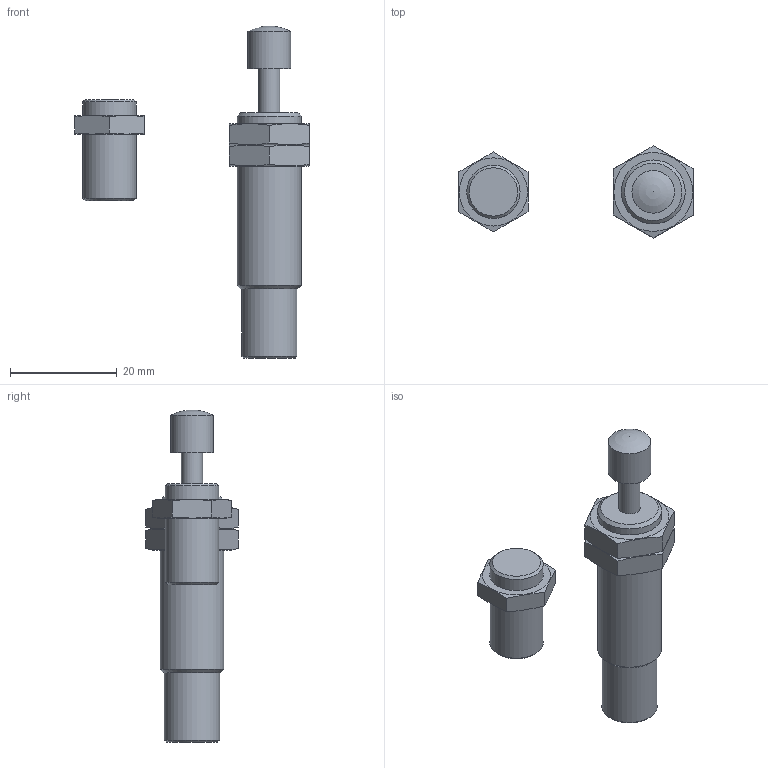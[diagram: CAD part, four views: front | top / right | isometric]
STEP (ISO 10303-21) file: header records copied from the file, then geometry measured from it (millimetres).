
FILE_DESCRIPTION(/* description */ ('STEP AP214'),/* implementation_level */ '2;1');
FILE_NAME(/* name */ '116247_SLE-16-YSR-C',/* time_stamp */ '2024-09-13T12:03:04+02:00',/* author */ ('License CC BY-ND 4.0'),/* organization */ ('CADENAS'),/* preprocessor_version */ 'ST-DEVELOPER v19.3',/* originating_system */ 'PARTsolutions',/* authorisation */ ' ');
FILE_SCHEMA (('AUTOMOTIVE_DESIGN {1 0 10303 214 3 1 1}'));
Length unit declared in the file: millimetre
Products named in the file (5): 116247 SLE-16-YSR-C---(1); 330660 M10x0,75; 237254 YSR-8 M10x0.75-3.5-13; 34571 YSR-8-8-C---(2_OUT)-P; 348987 SPZ-20 M12X1-4-15
Assembly tree (5 placements, depth 2):
  116247 SLE-16-YSR-C---(1)
    330660 M10x0,75
    237254 YSR-8 M10x0.75-3.5-13
    34571 YSR-8-8-C---(2_OUT)-P
    348987 SPZ-20 M12X1-4-15  x2
Bounding box: 44 x 17.32 x 62.3 mm (x, y, z)
Volume: 7754.6 mm3; surface area: 4451.6 mm2
Topology: 5 solids, 5 shells, 63 faces, 139 edges, 89 vertices
Faces by surface type: plane 37, cone 17, cylinder 8, sphere 1
Full cylindrical faces by diameter (mm): 4 x1, 8 x1, 9.188 x1, 10 x1, 10.4 x1, 10.917 x2, 12 x1
Entity records: 1379 total; most frequent: CARTESIAN_POINT 296, DIRECTION 196, ORIENTED_EDGE 162, AXIS2_PLACEMENT_3D 83, EDGE_CURVE 81, EDGE_LOOP 78, FACE_BOUND 78, VERTEX_POINT 63
